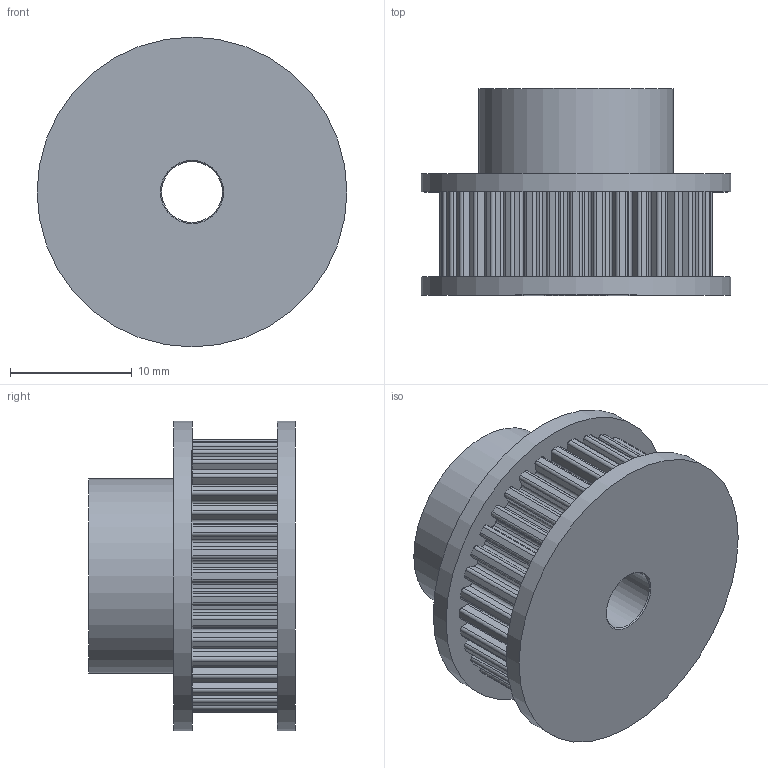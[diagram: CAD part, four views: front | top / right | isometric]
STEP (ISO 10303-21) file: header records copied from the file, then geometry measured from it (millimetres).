
FILE_DESCRIPTION(/* description */ (''),/* implementation_level */ '2;1');
FILE_NAME(/* name */ '1253 Aluminum Timing Pulley.step',/* time_stamp */ '2018-07-07T16:47:48-04:00',/* author */ ('taylor.stein'),/* organization */ (''),/* preprocessor_version */ 'ST-DEVELOPER v17',/* originating_system */ 'Autodesk Translation Framework v7.1.0.215',/* authorisation */ '');
FILE_SCHEMA (('AUTOMOTIVE_DESIGN { 1 0 10303 214 3 1 1 }'));
Length unit declared in the file: millimetre
Products named in the file (1): Aluminum Timing Pulley
Bounding box: 25.5 x 17 x 25.5 mm (x, y, z)
Volume: 5106.7 mm3; surface area: 3094.9 mm2
Topology: 1 solids, 1 shells, 299 faces, 880 edges, 586 vertices
Faces by surface type: cylinder 220, plane 77, cone 2
Full cylindrical faces by diameter (mm): 5 x1, 16 x1, 25.5 x2
Entity records: 10224 total; most frequent: DIRECTION 1922, CARTESIAN_POINT 1766, ORIENTED_EDGE 1760, EDGE_CURVE 880, AXIS2_PLACEMENT_3D 742, VERTEX_POINT 586, CIRCLE 442, LINE 438
